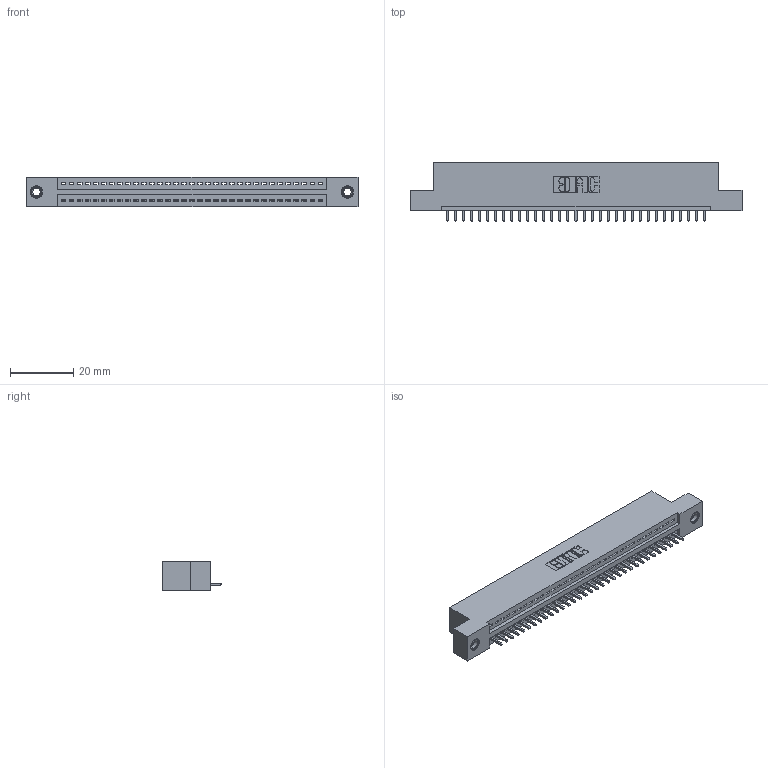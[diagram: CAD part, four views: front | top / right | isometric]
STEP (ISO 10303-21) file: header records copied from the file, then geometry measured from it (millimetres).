
FILE_DESCRIPTION (( 'STEP AP203' ), '1' );
FILE_NAME ('345-033-521-107.STEP', '2018-08-24T10:24:54', ( '' ), ( '' ), 'SwSTEP 2.0', 'SolidWorks 2016', '' );
FILE_SCHEMA (( 'CONFIG_CONTROL_DESIGN' ));
Length unit declared in the file: inch
Products named in the file (4): 345 Part_Flush Mounting Lugs - 0.156 Dia-TI; 345-292-001_345-293-121; 345-250-001_345-250-005-103; 345-033-521-107
Assembly tree (36 placements, depth 2):
  345-033-521-107
    345 Part_Flush Mounting Lugs - 0.156 Dia-TI
    345-292-001_345-293-121  x33
    345-250-001_345-250-005-103  x2
Bounding box: 105.03 x 18.72 x 9.4 mm (x, y, z)
Volume: 9794.6 mm3; surface area: 12559.2 mm2
Topology: 36 solids, 36 shells, 2100 faces, 6285 edges, 4138 vertices
Faces by surface type: plane 1432, cylinder 652, cone 12, torus 4
Entity records: 27252 total; most frequent: CARTESIAN_POINT 4702, ORIENTED_EDGE 4662, DIRECTION 4147, EDGE_CURVE 2331, VECTOR 2047, LINE 2047, VERTEX_POINT 1548, AXIS2_PLACEMENT_3D 1050
